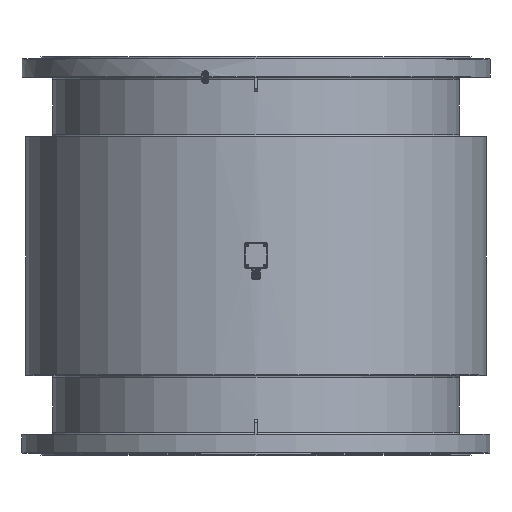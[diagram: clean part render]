
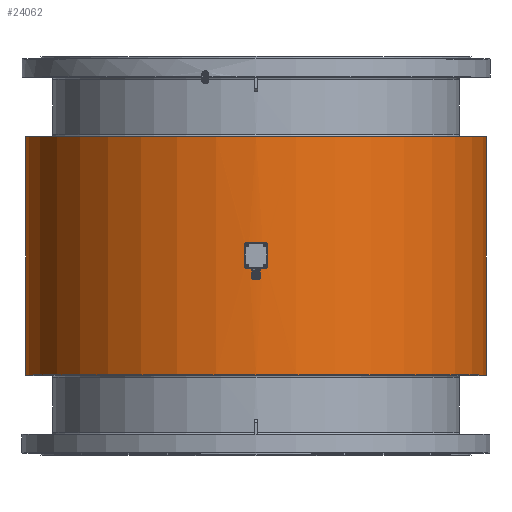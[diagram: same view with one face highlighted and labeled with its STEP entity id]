
A CAD part, top view. The second image highlights one B-rep face of the part: STEP entity #24062.
In plain terms, the highlighted cylindrical face has radius 577.5 mm (diameter 1155 mm), a full revolution.
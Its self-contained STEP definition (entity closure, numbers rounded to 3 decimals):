
#787=FACE_BOUND('',#3315,.T.);
#1672=FACE_OUTER_BOUND('',#3314,.T.);
#3314=EDGE_LOOP('',(#16469,#16470,#16471,#16472));
#3315=EDGE_LOOP('',(#16473,#16474));
#4876=CIRCLE('',#25827,577.5);
#4879=CIRCLE('',#25831,577.5);
#6186=B_SPLINE_CURVE_WITH_KNOTS('',3,(#46949,#46950,#46951,#46952,#46953,
#46954,#46955,#46956,#46957,#46958,#46959,#46960,#46961,#46962,#46963,#46964,
#46965,#46966,#46967,#46968,#46969,#46970,#46971,#46972,#46973,#46974,#46975,
#46976,#46977,#46978,#46979,#46980,#46981,#46982,#46983),.UNSPECIFIED.,
 .F.,.F.,(4,2,2,2,2,2,2,2,3,2,2,2,2,2,2,2,4),(-3.164,-2.769,
-2.373,-1.978,-1.582,-1.187,
-0.791,-0.396,0.,0.396,0.791,
1.187,1.582,1.978,2.373,2.769,
3.164),.UNSPECIFIED.);
#6187=B_SPLINE_CURVE_WITH_KNOTS('',3,(#46984,#46985,#46986,#46987,#46988,
#46989,#46990,#46991,#46992,#46993,#46994,#46995,#46996,#46997,#46998,#46999,
#47000,#47001,#47002,#47003,#47004,#47005,#47006,#47007,#47008,#47009,#47010,
#47011,#47012,#47013,#47014,#47015,#47016,#47017),.UNSPECIFIED.,.F.,.F.,
(4,2,2,2,2,2,2,2,2,2,2,2,2,2,2,2,4),(3.164,3.56,3.956,
4.351,4.747,5.142,5.538,5.933,
6.329,6.724,7.12,7.516,7.911,
8.307,8.702,9.098,9.493),
 .UNSPECIFIED.);
#6757=LINE('',#46946,#8230);
#8230=VECTOR('',#29400,577.5);
#9973=VERTEX_POINT('',#46938);
#9975=VERTEX_POINT('',#46944);
#9976=VERTEX_POINT('',#46947);
#9977=VERTEX_POINT('',#46948);
#12289=EDGE_CURVE('',#9973,#9973,#4876,.T.);
#12292=EDGE_CURVE('',#9975,#9975,#4879,.T.);
#12293=EDGE_CURVE('',#9975,#9973,#6757,.T.);
#12294=EDGE_CURVE('',#9976,#9977,#6186,.T.);
#12295=EDGE_CURVE('',#9977,#9976,#6187,.T.);
#16469=ORIENTED_EDGE('',*,*,#12292,.F.);
#16470=ORIENTED_EDGE('',*,*,#12293,.T.);
#16471=ORIENTED_EDGE('',*,*,#12289,.F.);
#16472=ORIENTED_EDGE('',*,*,#12293,.F.);
#16473=ORIENTED_EDGE('',*,*,#12294,.T.);
#16474=ORIENTED_EDGE('',*,*,#12295,.T.);
#22244=CYLINDRICAL_SURFACE('',#25830,577.5);
#24062=ADVANCED_FACE('',(#1672,#787),#22244,.T.);
#25827=AXIS2_PLACEMENT_3D('',#46939,#29390,#29391);
#25830=AXIS2_PLACEMENT_3D('',#46943,#29396,#29397);
#25831=AXIS2_PLACEMENT_3D('',#46945,#29398,#29399);
#29390=DIRECTION('center_axis',(-1.,0.,0.));
#29391=DIRECTION('ref_axis',(0.,-1.,0.));
#29396=DIRECTION('center_axis',(1.,0.,0.));
#29397=DIRECTION('ref_axis',(0.,1.,0.));
#29398=DIRECTION('center_axis',(1.,0.,0.));
#29399=DIRECTION('ref_axis',(0.,-1.,0.));
#29400=DIRECTION('',(-1.,0.,0.));
#46938=CARTESIAN_POINT('',(-299.,-1229.,0.));
#46939=CARTESIAN_POINT('Origin',(-299.,-651.5,0.));
#46943=CARTESIAN_POINT('Origin',(0.,-651.5,0.));
#46944=CARTESIAN_POINT('',(299.,-1229.,0.));
#46945=CARTESIAN_POINT('Origin',(299.,-651.5,0.));
#46946=CARTESIAN_POINT('',(0.,-1229.,0.));
#46947=CARTESIAN_POINT('',(-21.,-74.,0.));
#46948=CARTESIAN_POINT('',(21.,-74.,0.));
#46949=CARTESIAN_POINT('Ctrl Pts',(-21.,-74.,
0.));
#46950=CARTESIAN_POINT('Ctrl Pts',(-21.,-74.,
-1.319));
#46951=CARTESIAN_POINT('Ctrl Pts',(-20.874,-74.005,
-2.682));
#46952=CARTESIAN_POINT('Ctrl Pts',(-20.342,-74.024,
-5.394));
#46953=CARTESIAN_POINT('Ctrl Pts',(-19.937,-74.038,
-6.743));
#46954=CARTESIAN_POINT('Ctrl Pts',(-18.866,-74.074,-9.33));
#46955=CARTESIAN_POINT('Ctrl Pts',(-18.198,-74.096,
-10.57));
#46956=CARTESIAN_POINT('Ctrl Pts',(-16.656,-74.142,
-12.864));
#46957=CARTESIAN_POINT('Ctrl Pts',(-15.781,-74.167,
-13.917));
#46958=CARTESIAN_POINT('Ctrl Pts',(-13.917,-74.215,
-15.781));
#46959=CARTESIAN_POINT('Ctrl Pts',(-12.864,-74.24,-16.656));
#46960=CARTESIAN_POINT('Ctrl Pts',(-10.57,-74.286,
-18.198));
#46961=CARTESIAN_POINT('Ctrl Pts',(-9.33,-74.308,
-18.866));
#46962=CARTESIAN_POINT('Ctrl Pts',(-6.743,-74.344,
-19.937));
#46963=CARTESIAN_POINT('Ctrl Pts',(-5.394,-74.358,
-20.342));
#46964=CARTESIAN_POINT('Ctrl Pts',(-2.682,-74.377,
-20.874));
#46965=CARTESIAN_POINT('Ctrl Pts',(-1.319,-74.382,
-21.));
#46966=CARTESIAN_POINT('Ctrl Pts',(0.,-74.382,
-21.));
#46967=CARTESIAN_POINT('Ctrl Pts',(1.319,-74.382,-21.));
#46968=CARTESIAN_POINT('Ctrl Pts',(2.682,-74.377,-20.874));
#46969=CARTESIAN_POINT('Ctrl Pts',(5.394,-74.358,-20.342));
#46970=CARTESIAN_POINT('Ctrl Pts',(6.743,-74.344,-19.937));
#46971=CARTESIAN_POINT('Ctrl Pts',(9.33,-74.308,-18.866));
#46972=CARTESIAN_POINT('Ctrl Pts',(10.57,-74.286,-18.198));
#46973=CARTESIAN_POINT('Ctrl Pts',(12.864,-74.24,-16.656));
#46974=CARTESIAN_POINT('Ctrl Pts',(13.917,-74.215,-15.781));
#46975=CARTESIAN_POINT('Ctrl Pts',(15.781,-74.167,-13.917));
#46976=CARTESIAN_POINT('Ctrl Pts',(16.656,-74.142,-12.864));
#46977=CARTESIAN_POINT('Ctrl Pts',(18.198,-74.096,-10.57));
#46978=CARTESIAN_POINT('Ctrl Pts',(18.866,-74.074,-9.33));
#46979=CARTESIAN_POINT('Ctrl Pts',(19.937,-74.038,-6.743));
#46980=CARTESIAN_POINT('Ctrl Pts',(20.342,-74.024,-5.394));
#46981=CARTESIAN_POINT('Ctrl Pts',(20.874,-74.005,-2.682));
#46982=CARTESIAN_POINT('Ctrl Pts',(21.,-74.,-1.319));
#46983=CARTESIAN_POINT('Ctrl Pts',(21.,-74.,0.));
#46984=CARTESIAN_POINT('Ctrl Pts',(21.,-74.,0.));
#46985=CARTESIAN_POINT('Ctrl Pts',(21.,-74.,1.319));
#46986=CARTESIAN_POINT('Ctrl Pts',(20.874,-74.005,2.682));
#46987=CARTESIAN_POINT('Ctrl Pts',(20.342,-74.024,5.394));
#46988=CARTESIAN_POINT('Ctrl Pts',(19.937,-74.038,6.743));
#46989=CARTESIAN_POINT('Ctrl Pts',(18.866,-74.074,9.33));
#46990=CARTESIAN_POINT('Ctrl Pts',(18.198,-74.096,10.57));
#46991=CARTESIAN_POINT('Ctrl Pts',(16.656,-74.142,12.864));
#46992=CARTESIAN_POINT('Ctrl Pts',(15.781,-74.167,13.917));
#46993=CARTESIAN_POINT('Ctrl Pts',(13.917,-74.215,15.781));
#46994=CARTESIAN_POINT('Ctrl Pts',(12.864,-74.24,16.656));
#46995=CARTESIAN_POINT('Ctrl Pts',(10.57,-74.286,18.198));
#46996=CARTESIAN_POINT('Ctrl Pts',(9.33,-74.308,18.866));
#46997=CARTESIAN_POINT('Ctrl Pts',(6.743,-74.344,19.937));
#46998=CARTESIAN_POINT('Ctrl Pts',(5.394,-74.358,20.342));
#46999=CARTESIAN_POINT('Ctrl Pts',(2.682,-74.377,20.874));
#47000=CARTESIAN_POINT('Ctrl Pts',(1.319,-74.382,21.));
#47001=CARTESIAN_POINT('Ctrl Pts',(-1.319,-74.382,
21.));
#47002=CARTESIAN_POINT('Ctrl Pts',(-2.682,-74.377,
20.874));
#47003=CARTESIAN_POINT('Ctrl Pts',(-5.394,-74.358,
20.342));
#47004=CARTESIAN_POINT('Ctrl Pts',(-6.743,-74.344,
19.937));
#47005=CARTESIAN_POINT('Ctrl Pts',(-9.33,-74.308,18.866));
#47006=CARTESIAN_POINT('Ctrl Pts',(-10.57,-74.286,
18.198));
#47007=CARTESIAN_POINT('Ctrl Pts',(-12.864,-74.24,16.656));
#47008=CARTESIAN_POINT('Ctrl Pts',(-13.917,-74.215,
15.781));
#47009=CARTESIAN_POINT('Ctrl Pts',(-15.781,-74.167,
13.917));
#47010=CARTESIAN_POINT('Ctrl Pts',(-16.656,-74.142,
12.864));
#47011=CARTESIAN_POINT('Ctrl Pts',(-18.198,-74.096,
10.57));
#47012=CARTESIAN_POINT('Ctrl Pts',(-18.866,-74.074,9.33));
#47013=CARTESIAN_POINT('Ctrl Pts',(-19.937,-74.038,
6.743));
#47014=CARTESIAN_POINT('Ctrl Pts',(-20.342,-74.024,
5.394));
#47015=CARTESIAN_POINT('Ctrl Pts',(-20.874,-74.005,
2.682));
#47016=CARTESIAN_POINT('Ctrl Pts',(-21.,-74.,
1.319));
#47017=CARTESIAN_POINT('Ctrl Pts',(-21.,-74.,
0.));
